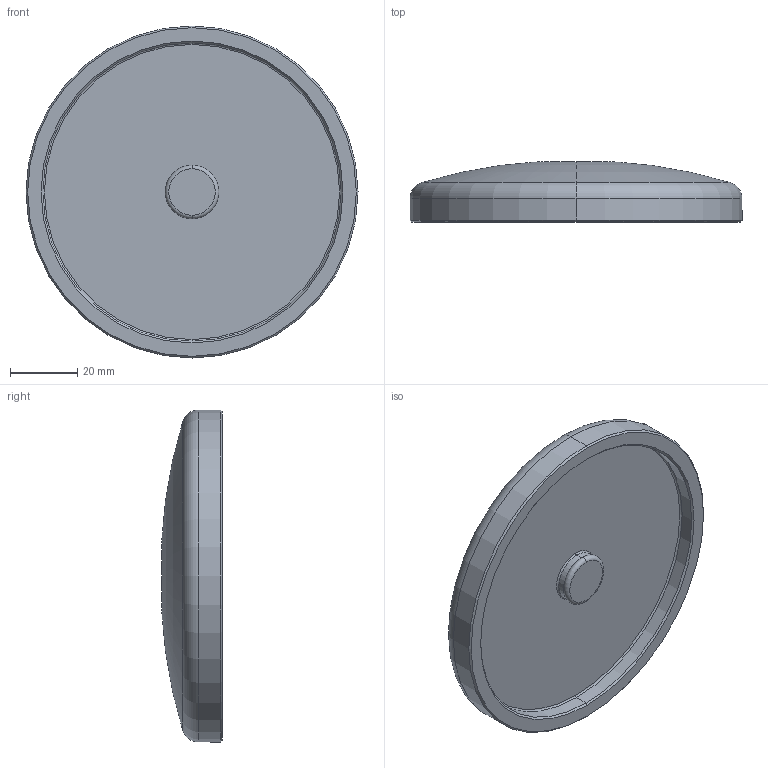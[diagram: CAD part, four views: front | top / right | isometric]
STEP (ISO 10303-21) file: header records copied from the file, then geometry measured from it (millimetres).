
FILE_DESCRIPTION (( 'STEP AP214' ), '1' );
FILE_NAME ('098d100e.STEP', '2014-08-11T11:51:30', ( '' ), ( '' ), 'SwSTEP 2.0', 'SolidWorks 2014', '' );
FILE_SCHEMA (( 'AUTOMOTIVE_DESIGN' ));
Length unit declared in the file: millimetre
Products named in the file (1): 098d100e
Bounding box: 99 x 18 x 99 mm (x, y, z)
Volume: 78961.3 mm3; surface area: 20376.3 mm2
Topology: 1 solids, 1 shells, 35 faces, 68 edges, 39 vertices
Faces by surface type: torus 12, cylinder 10, cone 6, plane 5, sphere 2
Entity records: 936 total; most frequent: DIRECTION 192, CARTESIAN_POINT 143, ORIENTED_EDGE 136, AXIS2_PLACEMENT_3D 88, EDGE_CURVE 68, CIRCLE 52, EDGE_LOOP 39, VERTEX_POINT 39
